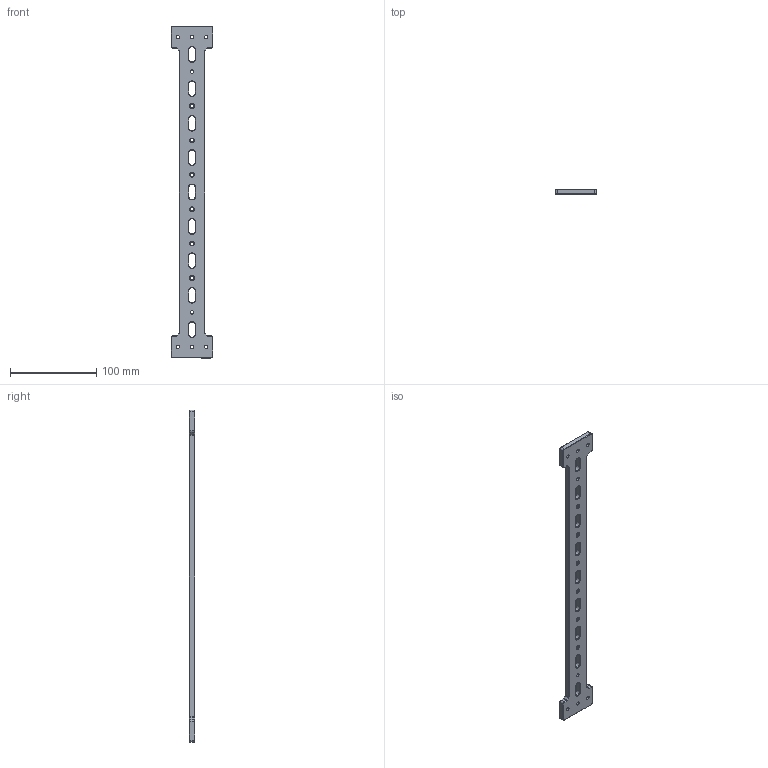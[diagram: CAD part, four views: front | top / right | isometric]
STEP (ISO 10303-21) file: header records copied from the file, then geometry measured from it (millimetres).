
FILE_DESCRIPTION (( 'STEP AP203' ), '1' );
FILE_NAME ('Y-Axis Linear Guide Plate.STEP', '2020-08-20T18:43:44', ( '' ), ( '' ), 'SwSTEP 2.0', 'SolidWorks 2019', '' );
FILE_SCHEMA (( 'CONFIG_CONTROL_DESIGN' ));
Length unit declared in the file: millimetre
Products named in the file (1): Y-Axis Linear Guide Plate
Bounding box: 48 x 6 x 386.02 mm (x, y, z)
Volume: 67247 mm3; surface area: 30608.3 mm2
Topology: 1 solids, 1 shells, 323 faces, 756 edges, 441 vertices
Faces by surface type: cone 130, plane 110, cylinder 83
Entity records: 9252 total; most frequent: DIRECTION 1709, CARTESIAN_POINT 1521, ORIENTED_EDGE 1512, EDGE_CURVE 756, AXIS2_PLACEMENT_3D 629, LINE 451, VECTOR 451, VERTEX_POINT 441
